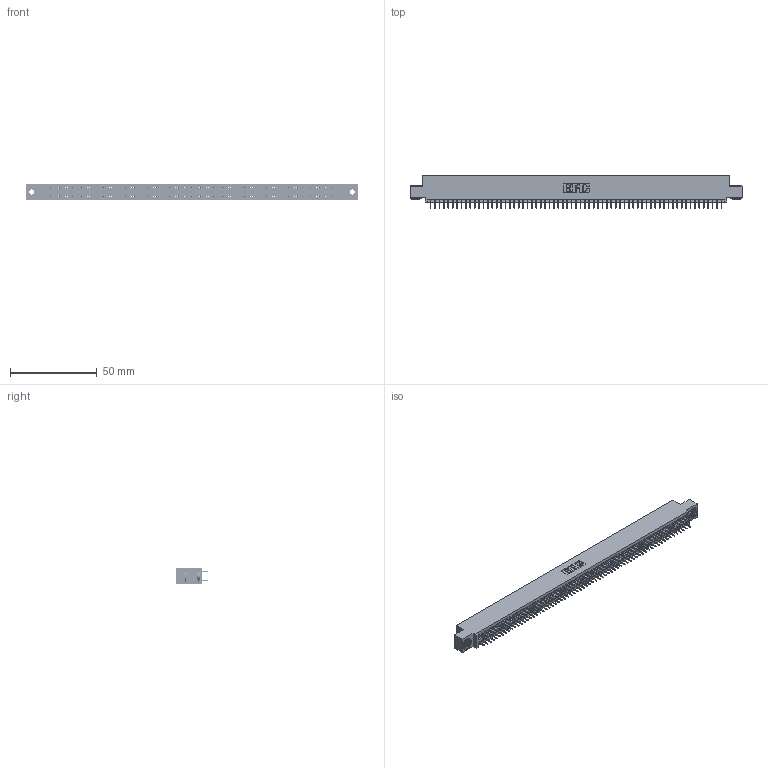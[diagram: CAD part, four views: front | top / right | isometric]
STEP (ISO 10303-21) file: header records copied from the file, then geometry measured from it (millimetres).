
FILE_DESCRIPTION (( 'STEP AP203' ), '1' );
FILE_NAME ('395-134-525-503.STEP', '2020-09-26T03:21:05', ( '' ), ( '' ), 'SwSTEP 2.0', 'SolidWorks 2020', '' );
FILE_SCHEMA (( 'CONFIG_CONTROL_DESIGN' ));
Length unit declared in the file: inch
Products named in the file (4): 395-134-525-503; 345-292-001_345-293-125; 345-250-002_345-250-002-102; 345 Part_0.110 Offset - 0.156 Dia-TH
Assembly tree (137 placements, depth 2):
  395-134-525-503
    345 Part_0.110 Offset - 0.156 Dia-TH
    345-292-001_345-293-125  x134
    345-250-002_345-250-002-102  x2
Bounding box: 191.39 x 18.72 x 9.4 mm (x, y, z)
Volume: 18549.2 mm3; surface area: 27536.2 mm2
Topology: 137 solids, 137 shells, 7404 faces, 20931 edges, 13414 vertices
Faces by surface type: plane 5320, cylinder 2076, cone 8
Entity records: 50060 total; most frequent: CARTESIAN_POINT 8343, ORIENTED_EDGE 8270, DIRECTION 7357, EDGE_CURVE 4135, LINE 3715, VECTOR 3715, VERTEX_POINT 2750, AXIS2_PLACEMENT_3D 1821
